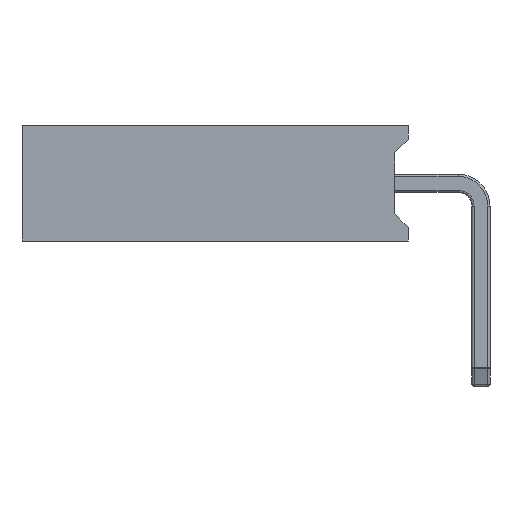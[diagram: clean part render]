
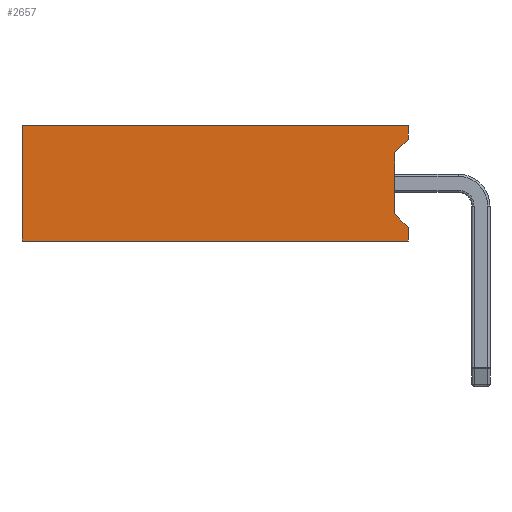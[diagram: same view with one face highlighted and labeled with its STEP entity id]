
A CAD part, left-side view. The second image highlights one B-rep face of the part: STEP entity #2657.
In plain terms, the highlighted planar face has unit normal (-1, 0, 0).
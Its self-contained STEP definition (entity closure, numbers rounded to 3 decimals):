
#150=PLANE('',#2895);
#225=FACE_OUTER_BOUND('',#388,.T.);
#388=EDGE_LOOP('',(#1757,#1758,#1759,#1760,#1761,#1762,#1763,#1764));
#555=LINE('',#4173,#753);
#559=LINE('',#4181,#757);
#565=LINE('',#4196,#763);
#576=LINE('',#4216,#774);
#577=LINE('',#4219,#775);
#580=LINE('',#4225,#778);
#581=LINE('',#4227,#779);
#582=LINE('',#4228,#780);
#753=VECTOR('',#3289,10.);
#757=VECTOR('',#3295,10.);
#763=VECTOR('',#3307,10.);
#774=VECTOR('',#3324,10.);
#775=VECTOR('',#3327,10.);
#778=VECTOR('',#3332,10.);
#779=VECTOR('',#3333,10.);
#780=VECTOR('',#3334,10.);
#1107=VERTEX_POINT('',#4171);
#1108=VERTEX_POINT('',#4172);
#1111=VERTEX_POINT('',#4180);
#1117=VERTEX_POINT('',#4195);
#1123=VERTEX_POINT('',#4214);
#1124=VERTEX_POINT('',#4218);
#1126=VERTEX_POINT('',#4224);
#1127=VERTEX_POINT('',#4226);
#1331=EDGE_CURVE('',#1107,#1108,#555,.T.);
#1335=EDGE_CURVE('',#1111,#1108,#559,.T.);
#1343=EDGE_CURVE('',#1111,#1117,#565,.T.);
#1354=EDGE_CURVE('',#1107,#1123,#576,.T.);
#1355=EDGE_CURVE('',#1124,#1117,#577,.T.);
#1358=EDGE_CURVE('',#1123,#1126,#580,.T.);
#1359=EDGE_CURVE('',#1127,#1126,#581,.T.);
#1360=EDGE_CURVE('',#1124,#1127,#582,.T.);
#1757=ORIENTED_EDGE('',*,*,#1335,.T.);
#1758=ORIENTED_EDGE('',*,*,#1331,.F.);
#1759=ORIENTED_EDGE('',*,*,#1354,.T.);
#1760=ORIENTED_EDGE('',*,*,#1358,.T.);
#1761=ORIENTED_EDGE('',*,*,#1359,.F.);
#1762=ORIENTED_EDGE('',*,*,#1360,.F.);
#1763=ORIENTED_EDGE('',*,*,#1355,.T.);
#1764=ORIENTED_EDGE('',*,*,#1343,.F.);
#2657=ADVANCED_FACE('',(#225),#150,.T.);
#2895=AXIS2_PLACEMENT_3D('',#4223,#3330,#3331);
#3289=DIRECTION('',(0.,0.707,-0.707));
#3295=DIRECTION('',(0.,0.,1.));
#3307=DIRECTION('',(0.,-0.707,-0.707));
#3324=DIRECTION('',(0.,0.,1.));
#3327=DIRECTION('',(0.,0.,1.));
#3330=DIRECTION('center_axis',(-1.,0.,0.));
#3331=DIRECTION('ref_axis',(0.,0.,
1.));
#3332=DIRECTION('',(0.,1.,0.));
#3333=DIRECTION('',(0.,0.,1.));
#3334=DIRECTION('',(0.,1.,0.));
#4171=CARTESIAN_POINT('',(-1.27,1.6,2.24));
#4172=CARTESIAN_POINT('',(-1.27,1.9,1.94));
#4173=CARTESIAN_POINT('',(-1.27,2.235,1.605));
#4180=CARTESIAN_POINT('',(-1.27,1.9,0.6));
#4181=CARTESIAN_POINT('',(-1.27,1.9,0.635));
#4195=CARTESIAN_POINT('',(-1.27,1.6,0.3));
#4196=CARTESIAN_POINT('',(-1.27,1.6,0.3));
#4214=CARTESIAN_POINT('',(-1.27,1.6,2.54));
#4216=CARTESIAN_POINT('',(-1.27,1.6,0.));
#4218=CARTESIAN_POINT('',(-1.27,1.6,0.));
#4219=CARTESIAN_POINT('',(-1.27,1.6,0.));
#4223=CARTESIAN_POINT('Origin',(-1.27,1.6,0.));
#4224=CARTESIAN_POINT('',(-1.27,10.1,2.54));
#4225=CARTESIAN_POINT('',(-1.27,1.6,2.54));
#4226=CARTESIAN_POINT('',(-1.27,10.1,0.));
#4227=CARTESIAN_POINT('',(-1.27,10.1,0.));
#4228=CARTESIAN_POINT('',(-1.27,1.6,0.));
